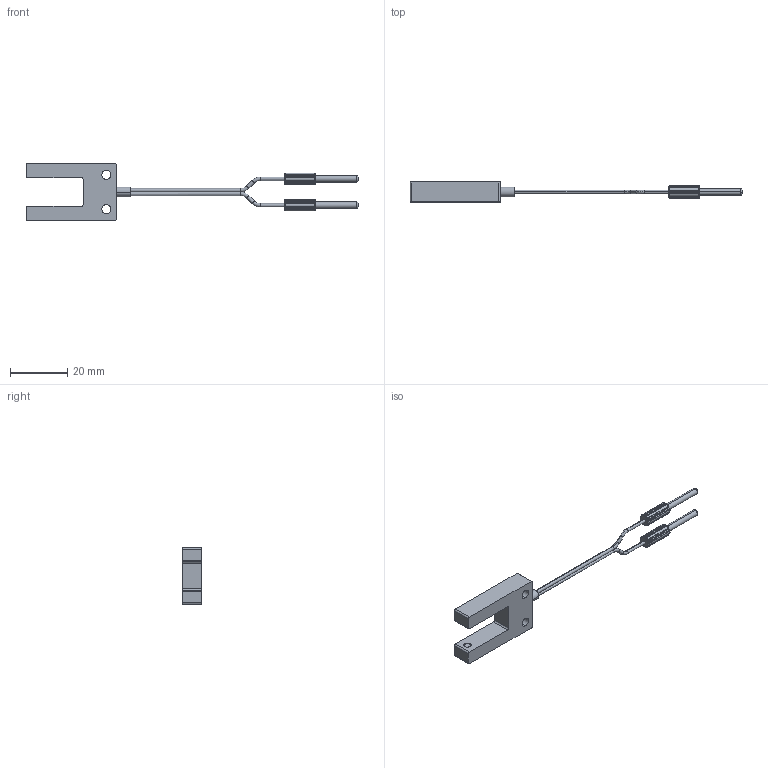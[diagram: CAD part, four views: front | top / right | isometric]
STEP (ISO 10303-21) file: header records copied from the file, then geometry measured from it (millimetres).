
FILE_DESCRIPTION((''),'2;1');
FILE_NAME('CAD2434_SW0001','2016-09-12T',('cmozuch'),(''),'PRO/ENGINEER BY PARAMETRIC TECHNOLOGY CORPORATION, 2015440','PRO/ENGINEER BY PARAMETRIC TECHNOLOGY CORPORATION, 2015440','');
FILE_SCHEMA(('CONFIG_CONTROL_DESIGN'));
Length unit declared in the file: millimetre
Products named in the file (1): CAD2434_SW0001
Bounding box: 116.4 x 7 x 20 mm (x, y, z)
Volume: 3473.6 mm3; surface area: 3044.4 mm2
Topology: 1 solids, 1 shells, 332 faces, 810 edges, 491 vertices
Faces by surface type: cylinder 156, bspline 96, plane 44, torus 36
Entity records: 17958 total; most frequent: CARTESIAN_POINT 8708, ORIENTED_EDGE 1620, DIRECTION 1154, EDGE_CURVE 810, VERTEX_POINT 491, AXIS2_PLACEMENT_3D 454, EDGE_LOOP 347, B_SPLINE_CURVE_WITH_KNOTS 346
